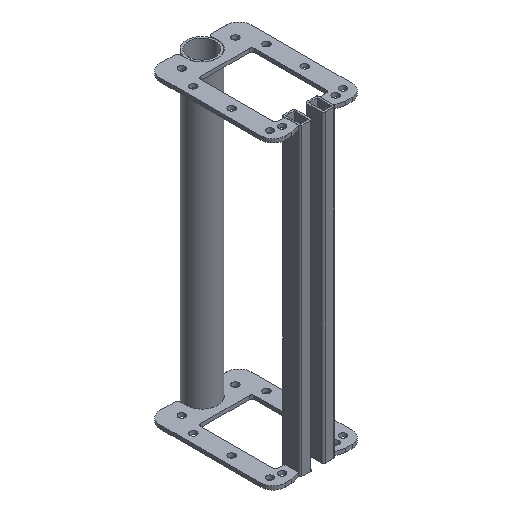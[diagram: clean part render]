
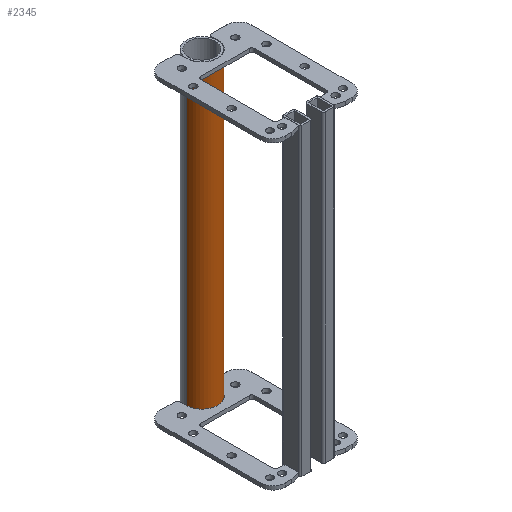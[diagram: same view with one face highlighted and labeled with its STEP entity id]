
A CAD part, isometric view. The second image highlights one B-rep face of the part: STEP entity #2345.
In plain terms, the highlighted cylindrical face has radius 12.7 mm (diameter 25.4 mm), a partial arc.
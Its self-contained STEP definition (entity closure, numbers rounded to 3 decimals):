
#33 = VERTEX_POINT ( 'NONE', #1947 ) ;
#138 = EDGE_CURVE ( 'NONE', #33, #2436, #1259, .T. ) ;
#367 = AXIS2_PLACEMENT_3D ( 'NONE', #1341, #1370, #1557 ) ;
#437 = DIRECTION ( 'NONE',  ( 0., 0., -1. ) ) ;
#577 = VECTOR ( 'NONE', #437, 1000. ) ;
#665 = DIRECTION ( 'NONE',  ( 1., 0., 0. ) ) ;
#917 = DIRECTION ( 'NONE',  ( 0., 0., 1. ) ) ;
#947 = VERTEX_POINT ( 'NONE', #2236 ) ;
#996 = EDGE_CURVE ( 'NONE', #1930, #947, #2142, .T. ) ;
#1021 = AXIS2_PLACEMENT_3D ( 'NONE', #1994, #917, #665 ) ;
#1250 = CARTESIAN_POINT ( 'NONE',  ( -12.7, 0., 250. ) ) ;
#1259 = LINE ( 'NONE', #1541, #577 ) ;
#1329 = DIRECTION ( 'NONE',  ( 0., 0., -1. ) ) ;
#1341 = CARTESIAN_POINT ( 'NONE',  ( 0., 0., 0. ) ) ;
#1370 = DIRECTION ( 'NONE',  ( 0., 0., 1. ) ) ;
#1380 = CARTESIAN_POINT ( 'NONE',  ( 12.7, 0., 0. ) ) ;
#1384 = FACE_OUTER_BOUND ( 'NONE', #2535, .T. ) ;
#1397 = ORIENTED_EDGE ( 'NONE', *, *, #2394, .T. ) ;
#1409 = DIRECTION ( 'NONE',  ( 0., 0., -1. ) ) ;
#1541 = CARTESIAN_POINT ( 'NONE',  ( 12.7, 0., 250. ) ) ;
#1557 = DIRECTION ( 'NONE',  ( 1., 0., 0. ) ) ;
#1605 = ORIENTED_EDGE ( 'NONE', *, *, #138, .F. ) ;
#1841 = ORIENTED_EDGE ( 'NONE', *, *, #996, .T. ) ;
#1846 = ORIENTED_EDGE ( 'NONE', *, *, #2333, .F. ) ;
#1930 = VERTEX_POINT ( 'NONE', #1250 ) ;
#1947 = CARTESIAN_POINT ( 'NONE',  ( 12.7, 0., 250. ) ) ;
#1994 = CARTESIAN_POINT ( 'NONE',  ( 0., 0., 250. ) ) ;
#2056 = CARTESIAN_POINT ( 'NONE',  ( -12.7, 0., 250. ) ) ;
#2142 = LINE ( 'NONE', #2056, #2215 ) ;
#2213 = CARTESIAN_POINT ( 'NONE',  ( 0., 0., 250. ) ) ;
#2215 = VECTOR ( 'NONE', #1409, 1000. ) ;
#2236 = CARTESIAN_POINT ( 'NONE',  ( -12.7, 0., 0. ) ) ;
#2247 = CIRCLE ( 'NONE', #1021, 12.7 ) ;
#2333 = EDGE_CURVE ( 'NONE', #1930, #33, #2247, .T. ) ;
#2345 = ADVANCED_FACE ( 'NONE', ( #1384 ), #2452, .T. ) ;
#2394 = EDGE_CURVE ( 'NONE', #947, #2436, #2479, .T. ) ;
#2436 = VERTEX_POINT ( 'NONE', #1380 ) ;
#2452 = CYLINDRICAL_SURFACE ( 'NONE', #2501, 12.7 ) ;
#2479 = CIRCLE ( 'NONE', #367, 12.7 ) ;
#2501 = AXIS2_PLACEMENT_3D ( 'NONE', #2213, #1329, #2672 ) ;
#2535 = EDGE_LOOP ( 'NONE', ( #1605, #1846, #1841, #1397 ) ) ;
#2672 = DIRECTION ( 'NONE',  ( -1., 0., 0. ) ) ;
